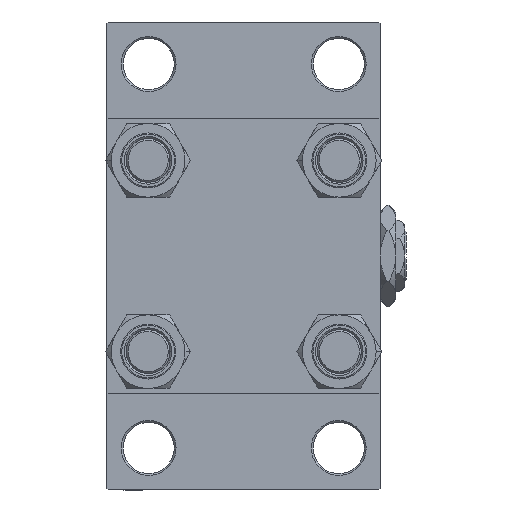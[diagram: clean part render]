
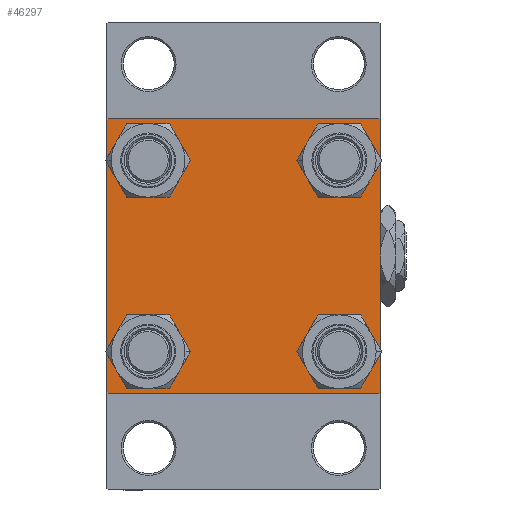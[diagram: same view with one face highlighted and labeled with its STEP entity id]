
A CAD part, left-side view. The second image highlights one B-rep face of the part: STEP entity #46297.
In plain terms, the highlighted planar face has unit normal (-1, 0, 0).
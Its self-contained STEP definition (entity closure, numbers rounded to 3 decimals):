
#188 = VERTEX_POINT ( 'NONE', #19588 ) ;
#227 = CARTESIAN_POINT ( 'NONE',  ( 0., 26.15, -19.65 ) ) ;
#707 = ORIENTED_EDGE ( 'NONE', *, *, #19919, .T. ) ;
#729 = CARTESIAN_POINT ( 'NONE',  ( 0., 37.25, -37.25 ) ) ;
#883 = LINE ( 'NONE', #20075, #25420 ) ;
#1117 = CARTESIAN_POINT ( 'NONE',  ( 0., 26.15, -26.15 ) ) ;
#1774 = CARTESIAN_POINT ( 'NONE',  ( 0., -37.5, 37.5 ) ) ;
#1826 = CIRCLE ( 'NONE', #6609, 6.5 ) ;
#2547 = CARTESIAN_POINT ( 'NONE',  ( 0., 26.15, 26.15 ) ) ;
#2566 = FACE_BOUND ( 'NONE', #7490, .T. ) ;
#2758 = VECTOR ( 'NONE', #7292, 1000. ) ;
#2923 = CARTESIAN_POINT ( 'NONE',  ( 0., 37.5, 37. ) ) ;
#2928 = ORIENTED_EDGE ( 'NONE', *, *, #31490, .T. ) ;
#3483 = VERTEX_POINT ( 'NONE', #39967 ) ;
#5077 = DIRECTION ( 'NONE',  ( 0., 0.707, -0.707 ) ) ;
#6009 = ORIENTED_EDGE ( 'NONE', *, *, #27786, .T. ) ;
#6037 = VERTEX_POINT ( 'NONE', #18653 ) ;
#6369 = CARTESIAN_POINT ( 'NONE',  ( 0., -37.5, 37. ) ) ;
#6609 = AXIS2_PLACEMENT_3D ( 'NONE', #2547, #21993, #33184 ) ;
#6711 = CARTESIAN_POINT ( 'NONE',  ( 0., -26.15, 19.65 ) ) ;
#6753 = VECTOR ( 'NONE', #37877, 1000. ) ;
#7292 = DIRECTION ( 'NONE',  ( 0., 0.707, 0.707 ) ) ;
#7490 = EDGE_LOOP ( 'NONE', ( #14540, #18164 ) ) ;
#7579 = CIRCLE ( 'NONE', #13923, 6.5 ) ;
#8153 = VERTEX_POINT ( 'NONE', #42883 ) ;
#8904 = ORIENTED_EDGE ( 'NONE', *, *, #22946, .T. ) ;
#9333 = EDGE_CURVE ( 'NONE', #43978, #13373, #11507, .T. ) ;
#9539 = CARTESIAN_POINT ( 'NONE',  ( 0., -37.25, -37.25 ) ) ;
#9920 = VERTEX_POINT ( 'NONE', #6369 ) ;
#10004 = EDGE_CURVE ( 'NONE', #41600, #39345, #10832, .T. ) ;
#10446 = ORIENTED_EDGE ( 'NONE', *, *, #22608, .F. ) ;
#10832 = LINE ( 'NONE', #44740, #17898 ) ;
#11241 = EDGE_LOOP ( 'NONE', ( #707, #34722 ) ) ;
#11507 = CIRCLE ( 'NONE', #45742, 6.5 ) ;
#11946 = FACE_BOUND ( 'NONE', #26030, .T. ) ;
#12720 = ORIENTED_EDGE ( 'NONE', *, *, #27950, .T. ) ;
#13373 = VERTEX_POINT ( 'NONE', #31940 ) ;
#13399 = CARTESIAN_POINT ( 'NONE',  ( 0., -26.15, 26.15 ) ) ;
#13656 = ORIENTED_EDGE ( 'NONE', *, *, #28773, .T. ) ;
#13923 = AXIS2_PLACEMENT_3D ( 'NONE', #43946, #33203, #25504 ) ;
#14540 = ORIENTED_EDGE ( 'NONE', *, *, #47638, .T. ) ;
#15459 = AXIS2_PLACEMENT_3D ( 'NONE', #34279, #38269, #49247 ) ;
#16439 = VERTEX_POINT ( 'NONE', #37095 ) ;
#16519 = LINE ( 'NONE', #9539, #46381 ) ;
#16760 = DIRECTION ( 'NONE',  ( 1., 0., 0. ) ) ;
#17523 = VERTEX_POINT ( 'NONE', #6711 ) ;
#17712 = ORIENTED_EDGE ( 'NONE', *, *, #29537, .T. ) ;
#17757 = PLANE ( 'NONE',  #33262 ) ;
#17898 = VECTOR ( 'NONE', #48714, 1000. ) ;
#18164 = ORIENTED_EDGE ( 'NONE', *, *, #26271, .T. ) ;
#18653 = CARTESIAN_POINT ( 'NONE',  ( 0., 26.15, -32.65 ) ) ;
#19432 = ORIENTED_EDGE ( 'NONE', *, *, #10004, .T. ) ;
#19588 = CARTESIAN_POINT ( 'NONE',  ( 0., -37., 37.5 ) ) ;
#19919 = EDGE_CURVE ( 'NONE', #13373, #43978, #32578, .T. ) ;
#20075 = CARTESIAN_POINT ( 'NONE',  ( 0., 37.5, 37.5 ) ) ;
#20204 = AXIS2_PLACEMENT_3D ( 'NONE', #13399, #20399, #40318 ) ;
#20399 = DIRECTION ( 'NONE',  ( 1., 0., 0. ) ) ;
#20754 = DIRECTION ( 'NONE',  ( 0., -0.707, 0.707 ) ) ;
#20975 = VECTOR ( 'NONE', #5077, 1000. ) ;
#21363 = AXIS2_PLACEMENT_3D ( 'NONE', #1117, #27789, #31763 ) ;
#21643 = CARTESIAN_POINT ( 'NONE',  ( 0., 37., -37.5 ) ) ;
#21762 = FACE_BOUND ( 'NONE', #34305, .T. ) ;
#21837 = CIRCLE ( 'NONE', #15459, 6.5 ) ;
#21993 = DIRECTION ( 'NONE',  ( 1., 0., 0. ) ) ;
#22608 = EDGE_CURVE ( 'NONE', #16439, #188, #883, .T. ) ;
#22946 = EDGE_CURVE ( 'NONE', #33074, #47486, #42840, .T. ) ;
#23321 = DIRECTION ( 'NONE',  ( 1., 0., 0. ) ) ;
#23775 = LINE ( 'NONE', #38972, #20975 ) ;
#24011 = CARTESIAN_POINT ( 'NONE',  ( 0., -26.15, -26.15 ) ) ;
#25420 = VECTOR ( 'NONE', #42763, 1000. ) ;
#25504 = DIRECTION ( 'NONE',  ( 0., 0., 1. ) ) ;
#25679 = AXIS2_PLACEMENT_3D ( 'NONE', #27852, #42820, #39070 ) ;
#25732 = CARTESIAN_POINT ( 'NONE',  ( 0., -37.25, 37.25 ) ) ;
#25955 = CARTESIAN_POINT ( 'NONE',  ( 0., 37.5, -37. ) ) ;
#26030 = EDGE_LOOP ( 'NONE', ( #17712, #34316 ) ) ;
#26271 = EDGE_CURVE ( 'NONE', #6037, #34488, #43977, .T. ) ;
#26945 = CIRCLE ( 'NONE', #21363, 6.5 ) ;
#27141 = FACE_BOUND ( 'NONE', #11241, .T. ) ;
#27786 = EDGE_CURVE ( 'NONE', #47486, #35189, #16519, .T. ) ;
#27789 = DIRECTION ( 'NONE',  ( 1., 0., 0. ) ) ;
#27833 = AXIS2_PLACEMENT_3D ( 'NONE', #45759, #23321, #48755 ) ;
#27852 = CARTESIAN_POINT ( 'NONE',  ( 0., 26.15, -26.15 ) ) ;
#27872 = DIRECTION ( 'NONE',  ( 0., -1., 0. ) ) ;
#27950 = EDGE_CURVE ( 'NONE', #3483, #44962, #1826, .T. ) ;
#28416 = CARTESIAN_POINT ( 'NONE',  ( 0., 26.15, 32.65 ) ) ;
#28611 = EDGE_CURVE ( 'NONE', #9920, #35189, #42450, .T. ) ;
#28773 = EDGE_CURVE ( 'NONE', #16439, #41600, #23775, .T. ) ;
#29537 = EDGE_CURVE ( 'NONE', #8153, #17523, #32127, .T. ) ;
#30878 = LINE ( 'NONE', #729, #6753 ) ;
#31490 = EDGE_CURVE ( 'NONE', #9920, #188, #44688, .T. ) ;
#31763 = DIRECTION ( 'NONE',  ( 0., 0., 1. ) ) ;
#31940 = CARTESIAN_POINT ( 'NONE',  ( 0., -26.15, -19.65 ) ) ;
#32003 = EDGE_CURVE ( 'NONE', #39345, #33074, #30878, .T. ) ;
#32127 = CIRCLE ( 'NONE', #20204, 6.5 ) ;
#32134 = CARTESIAN_POINT ( 'NONE',  ( 0., -26.15, -32.65 ) ) ;
#32369 = ORIENTED_EDGE ( 'NONE', *, *, #28611, .F. ) ;
#32578 = CIRCLE ( 'NONE', #27833, 6.5 ) ;
#32736 = ORIENTED_EDGE ( 'NONE', *, *, #35416, .T. ) ;
#32956 = DIRECTION ( 'NONE',  ( 0., 0., 1. ) ) ;
#33074 = VERTEX_POINT ( 'NONE', #21643 ) ;
#33184 = DIRECTION ( 'NONE',  ( 0., 0., 1. ) ) ;
#33203 = DIRECTION ( 'NONE',  ( 1., 0., 0. ) ) ;
#33262 = AXIS2_PLACEMENT_3D ( 'NONE', #44697, #37203, #32956 ) ;
#34279 = CARTESIAN_POINT ( 'NONE',  ( 0., -26.15, 26.15 ) ) ;
#34305 = EDGE_LOOP ( 'NONE', ( #32736, #12720 ) ) ;
#34316 = ORIENTED_EDGE ( 'NONE', *, *, #34349, .T. ) ;
#34349 = EDGE_CURVE ( 'NONE', #17523, #8153, #21837, .T. ) ;
#34488 = VERTEX_POINT ( 'NONE', #227 ) ;
#34722 = ORIENTED_EDGE ( 'NONE', *, *, #9333, .T. ) ;
#35189 = VERTEX_POINT ( 'NONE', #37754 ) ;
#35416 = EDGE_CURVE ( 'NONE', #44962, #3483, #7579, .T. ) ;
#35754 = VECTOR ( 'NONE', #27872, 1000. ) ;
#36839 = ORIENTED_EDGE ( 'NONE', *, *, #32003, .T. ) ;
#37095 = CARTESIAN_POINT ( 'NONE',  ( 0., 37., 37.5 ) ) ;
#37203 = DIRECTION ( 'NONE',  ( -1., 0., 0. ) ) ;
#37754 = CARTESIAN_POINT ( 'NONE',  ( 0., -37.5, -37. ) ) ;
#37877 = DIRECTION ( 'NONE',  ( 0., -0.707, -0.707 ) ) ;
#38269 = DIRECTION ( 'NONE',  ( 1., 0., 0. ) ) ;
#38972 = CARTESIAN_POINT ( 'NONE',  ( 0., 37.25, 37.25 ) ) ;
#39070 = DIRECTION ( 'NONE',  ( 0., 0., 1. ) ) ;
#39345 = VERTEX_POINT ( 'NONE', #25955 ) ;
#39967 = CARTESIAN_POINT ( 'NONE',  ( 0., 26.15, 19.65 ) ) ;
#40318 = DIRECTION ( 'NONE',  ( 0., 0., 1. ) ) ;
#40951 = FACE_OUTER_BOUND ( 'NONE', #41650, .T. ) ;
#41600 = VERTEX_POINT ( 'NONE', #2923 ) ;
#41650 = EDGE_LOOP ( 'NONE', ( #19432, #36839, #8904, #6009, #32369, #2928, #10446, #13656 ) ) ;
#42130 = CARTESIAN_POINT ( 'NONE',  ( 0., -37., -37.5 ) ) ;
#42346 = CARTESIAN_POINT ( 'NONE',  ( 0., 37.5, -37.5 ) ) ;
#42450 = LINE ( 'NONE', #1774, #43266 ) ;
#42763 = DIRECTION ( 'NONE',  ( 0., -1., 0. ) ) ;
#42820 = DIRECTION ( 'NONE',  ( 1., 0., 0. ) ) ;
#42840 = LINE ( 'NONE', #42346, #35754 ) ;
#42883 = CARTESIAN_POINT ( 'NONE',  ( 0., -26.15, 32.65 ) ) ;
#42943 = DIRECTION ( 'NONE',  ( 0., 0., -1. ) ) ;
#43266 = VECTOR ( 'NONE', #42943, 1000. ) ;
#43441 = DIRECTION ( 'NONE',  ( 0., 0., 1. ) ) ;
#43946 = CARTESIAN_POINT ( 'NONE',  ( 0., 26.15, 26.15 ) ) ;
#43977 = CIRCLE ( 'NONE', #25679, 6.5 ) ;
#43978 = VERTEX_POINT ( 'NONE', #32134 ) ;
#44688 = LINE ( 'NONE', #25732, #2758 ) ;
#44697 = CARTESIAN_POINT ( 'NONE',  ( 0., 0., 0. ) ) ;
#44740 = CARTESIAN_POINT ( 'NONE',  ( 0., 37.5, 37.5 ) ) ;
#44962 = VERTEX_POINT ( 'NONE', #28416 ) ;
#45742 = AXIS2_PLACEMENT_3D ( 'NONE', #24011, #16760, #43441 ) ;
#45759 = CARTESIAN_POINT ( 'NONE',  ( 0., -26.15, -26.15 ) ) ;
#46297 = ADVANCED_FACE ( 'NONE', ( #11946, #27141, #2566, #21762, #40951 ), #17757, .T. ) ;
#46381 = VECTOR ( 'NONE', #20754, 1000. ) ;
#47486 = VERTEX_POINT ( 'NONE', #42130 ) ;
#47638 = EDGE_CURVE ( 'NONE', #34488, #6037, #26945, .T. ) ;
#48714 = DIRECTION ( 'NONE',  ( 0., 0., -1. ) ) ;
#48755 = DIRECTION ( 'NONE',  ( 0., 0., 1. ) ) ;
#49247 = DIRECTION ( 'NONE',  ( 0., 0., 1. ) ) ;
